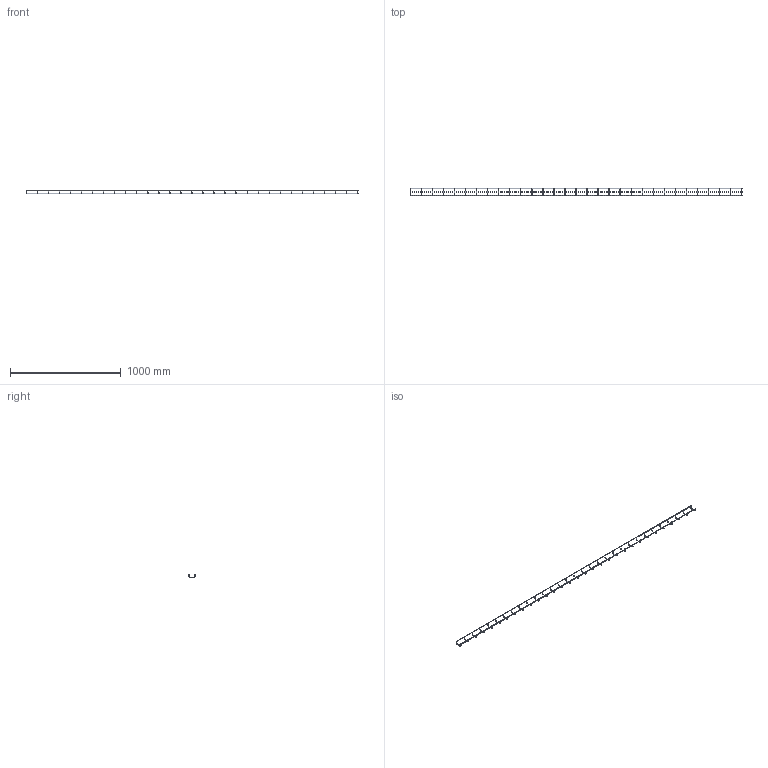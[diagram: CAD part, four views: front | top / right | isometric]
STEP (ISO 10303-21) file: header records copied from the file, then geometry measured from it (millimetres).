
FILE_DESCRIPTION(/* description */ (''),/* implementation_level */ '2;1');
FILE_NAME(/* name */ '000016.stp',/* time_stamp */ '2024-01-03T10:47:03+01:00',/* author */ ('bonnaudn'),/* organization */ (''),/* preprocessor_version */ 'ST-DEVELOPER v19.2',/* originating_system */ 'AutoCAD Mechanical',/* authorisation */ '');
FILE_SCHEMA (('AUTOMOTIVE_DESIGN { 1 0 10303 214 3 1 1 }'));
Length unit declared in the file: millimetre
Products named in the file (3): Product; *U3; *U2
Assembly tree (32 placements, depth 3):
  Product
    *U3
      *U2  x31
Bounding box: 3003.9 x 63.52 x 33.48 mm (x, y, z)
Volume: 145654 mm3; surface area: 150201 mm2
Topology: 34 solids, 34 shells, 226 faces, 474 edges, 316 vertices
Faces by surface type: cylinder 96, plane 68, torus 62
Full cylindrical faces by diameter (mm): 3.9 x96
Entity records: 675 total; most frequent: DIRECTION 144, CARTESIAN_POINT 91, AXIS2_PLACEMENT_3D 69, ORIENTED_EDGE 48, PRODUCT_DEFINITION_SHAPE 35, ITEM_DEFINED_TRANSFORMATION 32, CONTEXT_DEPENDENT_SHAPE_REPRESENTATION 32, NEXT_ASSEMBLY_USAGE_OCCURRENCE 32
